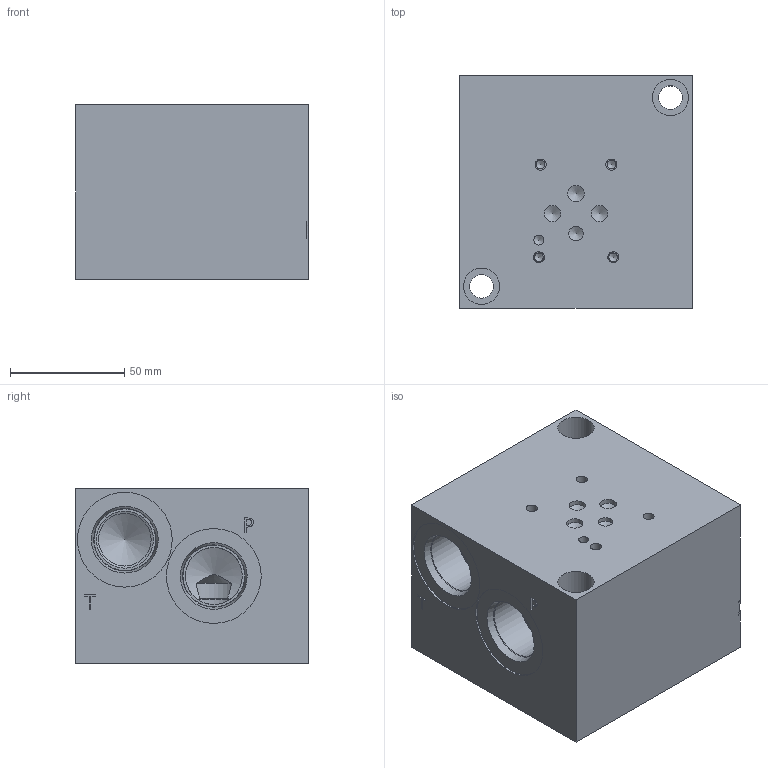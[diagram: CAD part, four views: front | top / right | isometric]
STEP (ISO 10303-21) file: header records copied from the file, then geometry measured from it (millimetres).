
FILE_DESCRIPTION(/* description */ (''),/* implementation_level */ '2;1');
FILE_NAME(/* name */ '_D03SPRVC12S.stp',/* time_stamp */ '2020-03-17T15:45:20-04:00',/* author */ ('devonn'),/* organization */ (''),/* preprocessor_version */ 'ST-DEVELOPER v17',/* originating_system */ 'Autodesk Inventor 2019',/* authorisation */ '');
FILE_SCHEMA (('AUTOMOTIVE_DESIGN { 1 0 10303 214 3 1 1 }'));
Length unit declared in the file: millimetre
Products named in the file (1): Part_AD03SPRVC12S.C10942R2_3D
Bounding box: 101.6 x 101.6 x 76.2 mm (x, y, z)
Volume: 638490.1 mm3; surface area: 76564.3 mm2
Topology: 1 solids, 1 shells, 572 faces, 1575 edges, 1062 vertices
Faces by surface type: plane 327, bspline 152, cylinder 54, cone 39
Full cylindrical faces by diameter (mm): 3.785 x4, 4.369 x1, 4.826 x4, 6.35 x1, 7.137 x3, 7.925 x2, 10.312 x2, 14.29 x1, 15.875 x2, 15.9 x1, 20.62 x1, 22.23 x1, 22.54 x1, 23.012 x4, 24.917 x6, 26.99 x4, 27 x2, 27.432 x6, 30.16 x1, 41.453 x5
Entity records: 19418 total; most frequent: CARTESIAN_POINT 5223, ORIENTED_EDGE 3120, DIRECTION 2295, EDGE_CURVE 1560, VERTEX_POINT 1062, LINE 1043, VECTOR 1043, EDGE_LOOP 650
